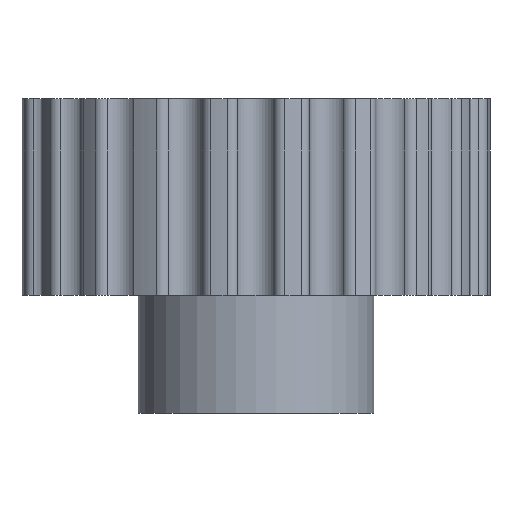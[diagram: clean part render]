
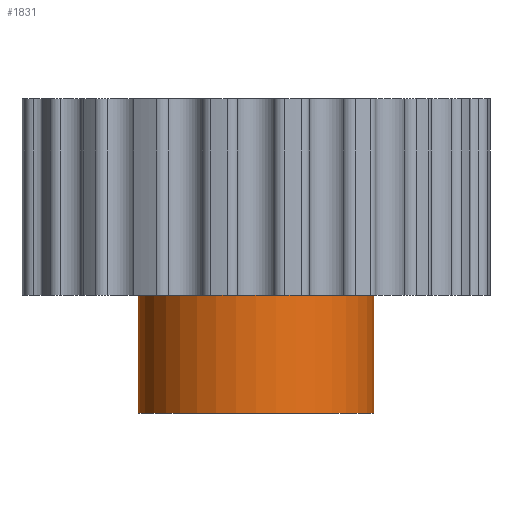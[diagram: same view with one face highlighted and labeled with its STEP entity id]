
A CAD part, front view. The second image highlights one B-rep face of the part: STEP entity #1831.
In plain terms, the highlighted cylindrical face has radius 3 mm (diameter 6 mm), a full revolution.
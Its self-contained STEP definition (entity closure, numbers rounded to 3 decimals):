
#101=CYLINDRICAL_SURFACE('',#2105,3.);
#273=CIRCLE('',#2095,3.);
#275=CIRCLE('',#2106,3.);
#373=FACE_OUTER_BOUND('',#475,.T.);
#475=EDGE_LOOP('',(#1712,#1713,#1714,#1715));
#584=LINE('',#3324,#691);
#691=VECTOR('',#2758,3.);
#872=VERTEX_POINT('',#3308);
#874=VERTEX_POINT('',#3323);
#1150=EDGE_CURVE('',#872,#872,#273,.T.);
#1154=EDGE_CURVE('',#872,#874,#584,.T.);
#1155=EDGE_CURVE('',#874,#874,#275,.T.);
#1712=ORIENTED_EDGE('',*,*,#1150,.T.);
#1713=ORIENTED_EDGE('',*,*,#1154,.T.);
#1714=ORIENTED_EDGE('',*,*,#1155,.T.);
#1715=ORIENTED_EDGE('',*,*,#1154,.F.);
#1831=ADVANCED_FACE('',(#373),#101,.T.);
#2095=AXIS2_PLACEMENT_3D('',#3309,#2734,#2735);
#2105=AXIS2_PLACEMENT_3D('',#3322,#2756,#2757);
#2106=AXIS2_PLACEMENT_3D('',#3325,#2759,#2760);
#2734=DIRECTION('center_axis',(0.,0.,-1.));
#2735=DIRECTION('ref_axis',(1.,0.,0.));
#2756=DIRECTION('center_axis',(0.,0.,1.));
#2757=DIRECTION('ref_axis',(1.,0.,0.));
#2758=DIRECTION('',(0.,0.,-1.));
#2759=DIRECTION('center_axis',(0.,0.,1.));
#2760=DIRECTION('ref_axis',(1.,0.,0.));
#3308=CARTESIAN_POINT('',(-3.,0.,3.));
#3309=CARTESIAN_POINT('Origin',(0.,0.,3.));
#3322=CARTESIAN_POINT('Origin',(0.,0.,0.));
#3323=CARTESIAN_POINT('',(-3.,0.,0.));
#3324=CARTESIAN_POINT('',(-3.,0.,0.));
#3325=CARTESIAN_POINT('Origin',(0.,0.,0.));
